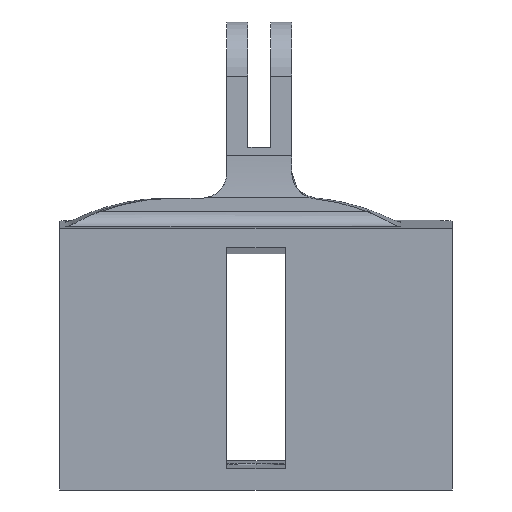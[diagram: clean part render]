
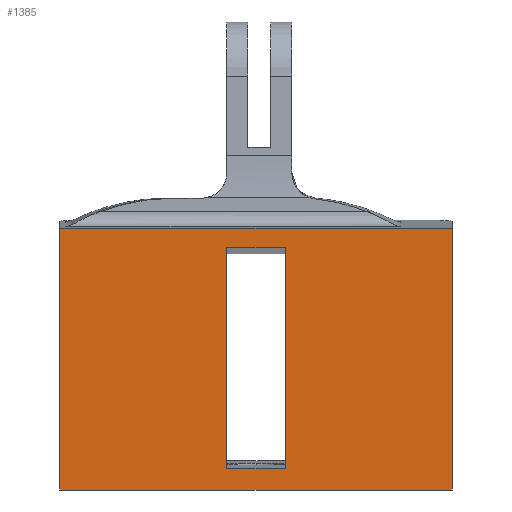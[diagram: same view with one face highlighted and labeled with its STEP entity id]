
A CAD part, left-side view. The second image highlights one B-rep face of the part: STEP entity #1385.
In plain terms, the highlighted planar face has unit normal (-1, 0, -0.033).
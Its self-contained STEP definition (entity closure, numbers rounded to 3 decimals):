
#104=FACE_BOUND('',#209,.T.);
#135=FACE_OUTER_BOUND('',#208,.T.);
#208=EDGE_LOOP('',(#1006,#1007,#1008,#1009));
#209=EDGE_LOOP('',(#1010,#1011,#1012,#1013));
#295=LINE('',#1955,#439);
#322=LINE('',#2009,#466);
#340=LINE('',#2046,#484);
#344=LINE('',#2052,#488);
#345=LINE('',#2056,#489);
#346=LINE('',#2057,#490);
#347=LINE('',#2058,#491);
#348=LINE('',#2059,#492);
#439=VECTOR('',#1591,10.);
#466=VECTOR('',#1632,10.);
#484=VECTOR('',#1658,10.);
#488=VECTOR('',#1666,10.);
#489=VECTOR('',#1669,10.);
#490=VECTOR('',#1670,10.);
#491=VECTOR('',#1671,10.);
#492=VECTOR('',#1672,10.);
#579=VERTEX_POINT('',#1952);
#580=VERTEX_POINT('',#1954);
#599=VERTEX_POINT('',#2006);
#600=VERTEX_POINT('',#2008);
#614=VERTEX_POINT('',#2043);
#615=VERTEX_POINT('',#2045);
#616=VERTEX_POINT('',#2054);
#617=VERTEX_POINT('',#2055);
#719=EDGE_CURVE('',#579,#580,#295,.T.);
#746=EDGE_CURVE('',#600,#599,#322,.T.);
#764=EDGE_CURVE('',#615,#614,#340,.T.);
#768=EDGE_CURVE('',#599,#615,#344,.T.);
#769=EDGE_CURVE('',#616,#617,#345,.T.);
#770=EDGE_CURVE('',#580,#616,#346,.T.);
#771=EDGE_CURVE('',#617,#579,#347,.T.);
#772=EDGE_CURVE('',#614,#600,#348,.T.);
#1006=ORIENTED_EDGE('',*,*,#769,.F.);
#1007=ORIENTED_EDGE('',*,*,#770,.F.);
#1008=ORIENTED_EDGE('',*,*,#719,.F.);
#1009=ORIENTED_EDGE('',*,*,#771,.F.);
#1010=ORIENTED_EDGE('',*,*,#746,.T.);
#1011=ORIENTED_EDGE('',*,*,#768,.T.);
#1012=ORIENTED_EDGE('',*,*,#764,.T.);
#1013=ORIENTED_EDGE('',*,*,#772,.T.);
#1338=PLANE('',#1472);
#1385=ADVANCED_FACE('',(#135,#104),#1338,.T.);
#1472=AXIS2_PLACEMENT_3D('',#2053,#1667,#1668);
#1591=DIRECTION('',(0.033,0.,-0.999));
#1632=DIRECTION('',(-0.033,0.,0.999));
#1658=DIRECTION('',(0.033,0.,-0.999));
#1666=DIRECTION('',(0.,-1.,0.));
#1667=DIRECTION('center_axis',(-0.999,0.,
-0.033));
#1668=DIRECTION('ref_axis',(0.,1.,0.));
#1669=DIRECTION('',(-0.033,0.,0.999));
#1670=DIRECTION('',(0.,1.,0.));
#1671=DIRECTION('',(0.,-1.,0.));
#1672=DIRECTION('',(0.,1.,0.));
#1952=CARTESIAN_POINT('',(-57.235,-22.07,-24.957));
#1954=CARTESIAN_POINT('',(-56.06,-22.07,-60.938));
#1955=CARTESIAN_POINT('',(-56.158,-22.07,-57.94));
#2006=CARTESIAN_POINT('',(-57.148,8.93,-27.639));
#2008=CARTESIAN_POINT('',(-56.154,8.93,-58.04));
#2009=CARTESIAN_POINT('',(-56.158,8.93,-57.94));
#2043=CARTESIAN_POINT('',(-56.154,0.93,-58.04));
#2045=CARTESIAN_POINT('',(-57.148,0.93,-27.639));
#2046=CARTESIAN_POINT('',(-56.158,0.93,-57.94));
#2052=CARTESIAN_POINT('',(-57.148,-8.57,-27.639));
#2053=CARTESIAN_POINT('Origin',(-56.158,-22.07,-57.94));
#2054=CARTESIAN_POINT('',(-56.06,31.93,-60.938));
#2055=CARTESIAN_POINT('',(-57.235,31.93,-24.957));
#2056=CARTESIAN_POINT('',(-56.158,31.93,-57.94));
#2057=CARTESIAN_POINT('',(-56.06,31.93,-60.938));
#2058=CARTESIAN_POINT('',(-57.235,18.43,-24.957));
#2059=CARTESIAN_POINT('',(-56.154,-8.57,-58.04));
